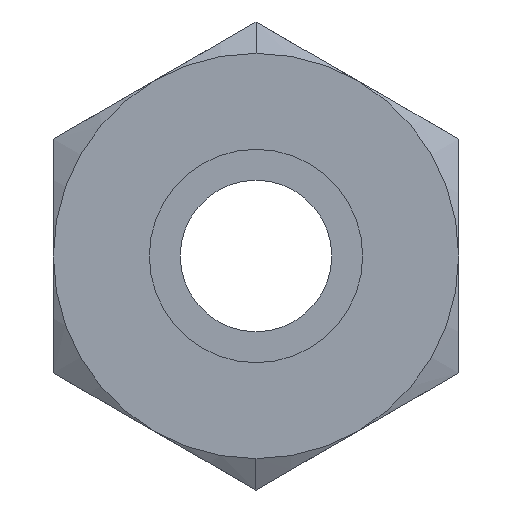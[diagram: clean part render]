
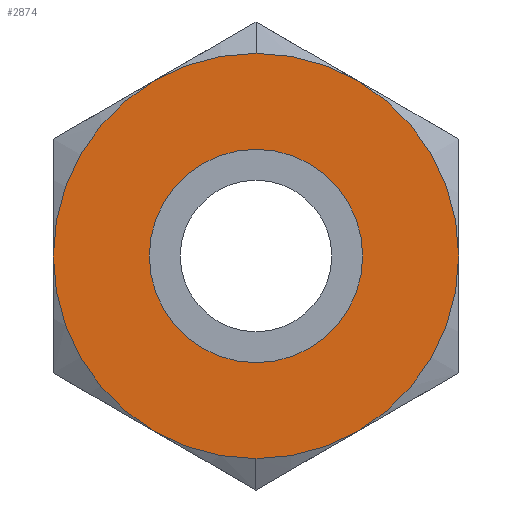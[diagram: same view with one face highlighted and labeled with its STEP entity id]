
A CAD part, left-side view. The second image highlights one B-rep face of the part: STEP entity #2874.
In plain terms, the highlighted planar face has unit normal (-1, 0, 0).
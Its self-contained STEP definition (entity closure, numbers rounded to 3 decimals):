
#728 = ORIENTED_EDGE ( 'NONE', *, *, #1942, .F. ) ;
#1000 = AXIS2_PLACEMENT_3D ( 'NONE', #4915, #8425, #1642 ) ;
#1279 = CARTESIAN_POINT ( 'NONE',  ( 0., 0., -5. ) ) ;
#1292 = EDGE_CURVE ( 'NONE', #8550, #1548, #4819, .T. ) ;
#1309 = ORIENTED_EDGE ( 'NONE', *, *, #6695, .T. ) ;
#1548 = VERTEX_POINT ( 'NONE', #1279 ) ;
#1642 = DIRECTION ( 'NONE',  ( 0., 0., 1. ) ) ;
#1657 = CARTESIAN_POINT ( 'NONE',  ( 0., 0., 0. ) ) ;
#1788 = DIRECTION ( 'NONE',  ( 0., 0., -1. ) ) ;
#1813 = CARTESIAN_POINT ( 'NONE',  ( 0., 0., 9.5 ) ) ;
#1819 = CARTESIAN_POINT ( 'NONE',  ( 0., 0., 4.75 ) ) ;
#1882 = ORIENTED_EDGE ( 'NONE', *, *, #1292, .T. ) ;
#1942 = EDGE_CURVE ( 'NONE', #5578, #2847, #6103, .T. ) ;
#2306 = CARTESIAN_POINT ( 'NONE',  ( 0., 0., -9.5 ) ) ;
#2482 = FACE_BOUND ( 'NONE', #7637, .T. ) ;
#2847 = VERTEX_POINT ( 'NONE', #2306 ) ;
#2874 = ADVANCED_FACE ( 'NONE', ( #2482, #7270 ), #3939, .T. ) ;
#2974 = DIRECTION ( 'NONE',  ( 0., 0., 1. ) ) ;
#3419 = AXIS2_PLACEMENT_3D ( 'NONE', #7102, #5680, #2974 ) ;
#3615 = AXIS2_PLACEMENT_3D ( 'NONE', #1819, #4524, #5314 ) ;
#3939 = PLANE ( 'NONE',  #3615 ) ;
#4259 = AXIS2_PLACEMENT_3D ( 'NONE', #8567, #8613, #1788 ) ;
#4269 = DIRECTION ( 'NONE',  ( 0., 0., -1. ) ) ;
#4524 = DIRECTION ( 'NONE',  ( -1., 0., 0. ) ) ;
#4768 = EDGE_LOOP ( 'NONE', ( #728, #8576 ) ) ;
#4819 = CIRCLE ( 'NONE', #1000, 5. ) ;
#4915 = CARTESIAN_POINT ( 'NONE',  ( 0., 0., 0. ) ) ;
#5314 = DIRECTION ( 'NONE',  ( 0., 0., 1. ) ) ;
#5533 = AXIS2_PLACEMENT_3D ( 'NONE', #1657, #6975, #4269 ) ;
#5578 = VERTEX_POINT ( 'NONE', #1813 ) ;
#5680 = DIRECTION ( 'NONE',  ( 1., 0., 0. ) ) ;
#5965 = CIRCLE ( 'NONE', #5533, 5. ) ;
#6103 = CIRCLE ( 'NONE', #3419, 9.5 ) ;
#6521 = CARTESIAN_POINT ( 'NONE',  ( 0., 0., 5. ) ) ;
#6695 = EDGE_CURVE ( 'NONE', #1548, #8550, #5965, .T. ) ;
#6768 = EDGE_CURVE ( 'NONE', #2847, #5578, #7099, .T. ) ;
#6975 = DIRECTION ( 'NONE',  ( 1., 0., 0. ) ) ;
#7099 = CIRCLE ( 'NONE', #4259, 9.5 ) ;
#7102 = CARTESIAN_POINT ( 'NONE',  ( 0., 0., 0. ) ) ;
#7270 = FACE_OUTER_BOUND ( 'NONE', #4768, .T. ) ;
#7637 = EDGE_LOOP ( 'NONE', ( #1309, #1882 ) ) ;
#8425 = DIRECTION ( 'NONE',  ( 1., 0., 0. ) ) ;
#8550 = VERTEX_POINT ( 'NONE', #6521 ) ;
#8567 = CARTESIAN_POINT ( 'NONE',  ( 0., 0., 0. ) ) ;
#8576 = ORIENTED_EDGE ( 'NONE', *, *, #6768, .F. ) ;
#8613 = DIRECTION ( 'NONE',  ( 1., 0., 0. ) ) ;
